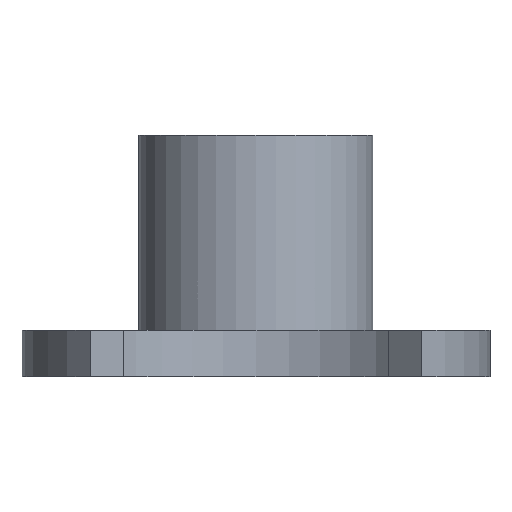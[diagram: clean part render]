
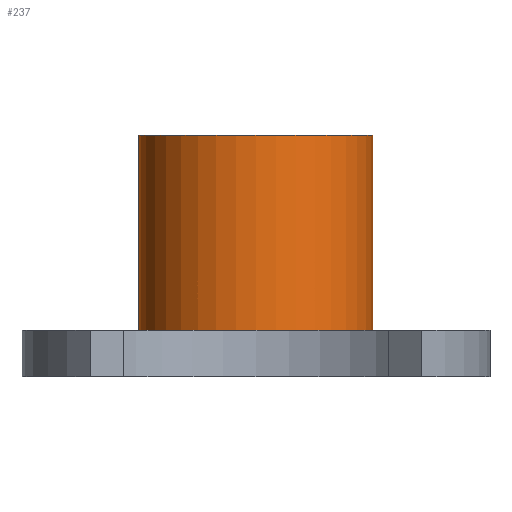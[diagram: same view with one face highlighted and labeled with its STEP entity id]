
A CAD part, front view. The second image highlights one B-rep face of the part: STEP entity #237.
In plain terms, the highlighted cylindrical face has radius 37.5 mm (diameter 75 mm), a partial arc.
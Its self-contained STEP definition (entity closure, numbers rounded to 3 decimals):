
#1=CARTESIAN_POINT('POINT1',(-37.5,0.,77.5));
#2=VERTEX_POINT('VERTEX1',#1);
#3=CARTESIAN_POINT('POINT2',(37.5,0.,77.5));
#4=VERTEX_POINT('VERTEX2',#3);
#5=CARTESIAN_POINT('POS1',(0.,0.,77.5));
#6=DIRECTION('DIR1',(0.,0.,1.));
#7=DIRECTION('DIR2',(-1.,0.,0.));
#8=AXIS2_PLACEMENT_3D('AXIS1',#5,#6,#7);
#9=CIRCLE('ELLIPSE1',#8,37.5);
#10=EDGE_CURVE('EDGE1',#2,#4,#9,.T.);
#206=CARTESIAN_POINT('POINT17',(37.5,0.,15.));
#207=VERTEX_POINT('VERTEX17',#206);
#208=CARTESIAN_POINT('POS23',(37.5,0.,15.));
#209=DIRECTION('DIR36',(0.,0.,1.));
#210=VECTOR('VEC10',#209,10.);
#211=LINE('STRAIGHT10',#208,#210);
#212=EDGE_CURVE('EDGE22',#207,#4,#211,.T.);
#213=ORIENTED_EDGE('COEDGE29',*,*,#212,.T.);
#214=ORIENTED_EDGE('COEDGE30',*,*,#10,.F.);
#215=CARTESIAN_POINT('POINT18',(-37.5,0.,15.));
#216=VERTEX_POINT('VERTEX18',#215);
#217=CARTESIAN_POINT('POS24',(-37.5,0.,15.)
   );
#218=DIRECTION('DIR37',(0.,0.,1.));
#219=VECTOR('VEC11',#218,10.);
#220=LINE('STRAIGHT11',#217,#219);
#221=EDGE_CURVE('EDGE23',#216,#2,#220,.T.);
#222=ORIENTED_EDGE('COEDGE31',*,*,#221,.F.);
#223=CARTESIAN_POINT('POS25',(0.,0.,15.));
#224=DIRECTION('DIR38',(0.,0.,1.));
#225=DIRECTION('DIR39',(-1.,0.,0.));
#226=AXIS2_PLACEMENT_3D('AXIS14',#223,#224,#225);
#227=CIRCLE('ELLIPSE9',#226,37.5);
#228=EDGE_CURVE('EDGE24',#216,#207,#227,.T.);
#229=ORIENTED_EDGE('COEDGE32',*,*,#228,.T.);
#230=EDGE_LOOP('NONE',(#213,#214,#222,#229));
#231=FACE_BOUND('LOOP1',#230,.T.);
#232=CARTESIAN_POINT('POS26',(0.,0.,0.));
#233=DIRECTION('DIR40',(0.,0.,1.));
#234=DIRECTION('DIR41',(1.,0.,0.));
#235=AXIS2_PLACEMENT_3D('AXIS15',#232,#233,#234);
#236=CYLINDRICAL_SURFACE('CONE_SURF4',#235,37.5);
#237=ADVANCED_FACE('FACE8',(#231),#236,.T.);
